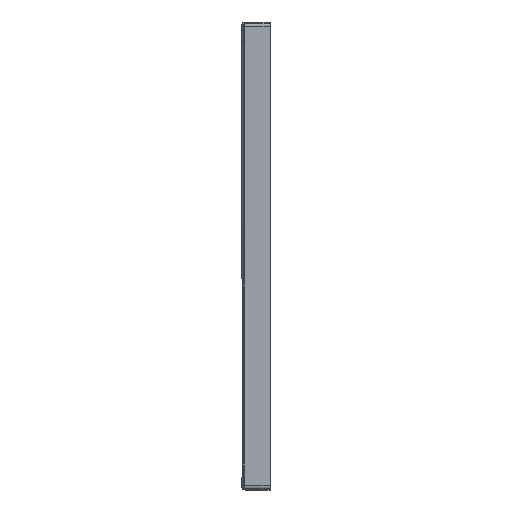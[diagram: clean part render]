
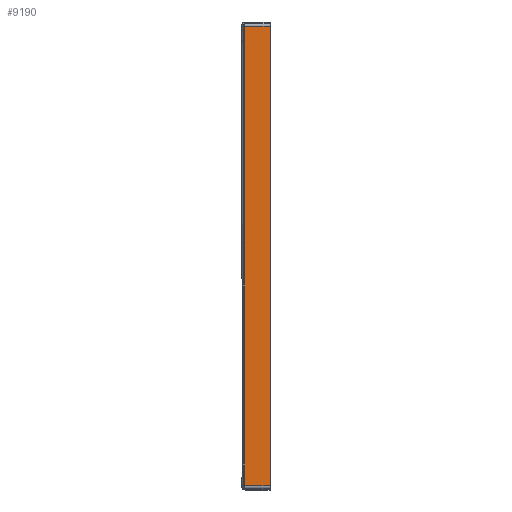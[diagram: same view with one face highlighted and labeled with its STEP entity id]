
A CAD part, left-side view. The second image highlights one B-rep face of the part: STEP entity #9190.
In plain terms, the highlighted planar face has unit normal (-1, 0, 0).
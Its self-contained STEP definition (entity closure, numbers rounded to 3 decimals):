
#1954=DIRECTION('',(0.,0.,-1.));
#1955=VECTOR('',#1954,5.008);
#1956=CARTESIAN_POINT('',(-700.,-5.127,45.));
#1957=LINE('',#1956,#1955);
#1970=CARTESIAN_POINT('',(-700.,-5.127,45.));
#1971=CARTESIAN_POINT('',(-700.,-5.127,
48.693));
#1972=CARTESIAN_POINT('',(-700.,-5.127,56.443));
#1973=CARTESIAN_POINT('',(-700.,-5.127,69.432));
#1974=CARTESIAN_POINT('',(-700.,-5.126,82.975));
#1975=CARTESIAN_POINT('',(-700.,-5.125,97.26));
#1976=CARTESIAN_POINT('',(-700.,-5.123,112.883));
#1977=CARTESIAN_POINT('',(-700.,-5.122,127.99));
#1978=CARTESIAN_POINT('',(-700.,-5.12,142.884));
#1979=CARTESIAN_POINT('',(-700.,-5.117,157.412));
#1980=CARTESIAN_POINT('',(-700.,-5.115,171.625));
#1981=CARTESIAN_POINT('',(-700.,-5.113,185.124));
#1982=CARTESIAN_POINT('',(-700.,-5.11,196.609));
#1983=CARTESIAN_POINT('',(-700.,-5.108,208.997));
#1984=CARTESIAN_POINT('',(-700.,-5.105,221.259));
#1985=CARTESIAN_POINT('',(-700.,-5.102,235.026));
#1986=CARTESIAN_POINT('',(-700.,-5.099,247.996));
#1987=CARTESIAN_POINT('',(-700.,-5.096,262.182));
#1988=CARTESIAN_POINT('',(-700.,-5.093,275.261));
#1989=CARTESIAN_POINT('',(-700.,-5.09,289.391));
#1990=CARTESIAN_POINT('',(-700.,-5.086,303.422));
#1991=CARTESIAN_POINT('',(-700.,-5.082,318.307));
#1992=CARTESIAN_POINT('',(-700.,-5.079,332.912));
#1993=CARTESIAN_POINT('',(-700.,-5.075,347.772));
#1994=CARTESIAN_POINT('',(-700.,-5.071,362.378));
#1995=CARTESIAN_POINT('',(-700.,-5.068,376.751));
#1996=CARTESIAN_POINT('',(-700.,-5.064,391.726));
#1997=CARTESIAN_POINT('',(-700.,-5.06,406.388));
#1998=CARTESIAN_POINT('',(-700.,-5.057,
417.043));
#1999=CARTESIAN_POINT('',(-700.,-5.056,422.499));
#2001=CARTESIAN_POINT('',(-700.,-5.056,422.499));
#2002=CARTESIAN_POINT('',(-700.,-5.052,439.267));
#2003=CARTESIAN_POINT('',(-700.,-5.044,471.247));
#2004=CARTESIAN_POINT('',(-700.,-5.034,517.379));
#2005=CARTESIAN_POINT('',(-700.,-5.025,560.275));
#2006=CARTESIAN_POINT('',(-700.,-5.018,601.056));
#2007=CARTESIAN_POINT('',(-700.,-5.012,640.119));
#2008=CARTESIAN_POINT('',(-700.,-5.007,676.966));
#2009=CARTESIAN_POINT('',(-700.,-5.004,710.708));
#2010=CARTESIAN_POINT('',(-700.,-5.002,740.762));
#2011=CARTESIAN_POINT('',(-700.,-5.001,767.752));
#2012=CARTESIAN_POINT('',(-700.,-5.,784.749));
#2013=CARTESIAN_POINT('',(-700.,-5.,793.));
#2015=DIRECTION('',(0.,0.,-1.));
#2016=VECTOR('',#2015,786.);
#2017=CARTESIAN_POINT('',(-700.,-48.,793.));
#2018=LINE('',#2017,#2016);
#2019=DIRECTION('',(0.,1.,0.));
#2020=VECTOR('',#2019,42.978);
#2021=CARTESIAN_POINT('',(-700.,-48.,7.));
#2022=LINE('',#2021,#2020);
#2023=DIRECTION('',(0.,-0.003,1.));
#2024=VECTOR('',#2023,32.992);
#2025=CARTESIAN_POINT('',(-700.,-5.022,
7.));
#2026=LINE('',#2025,#2024);
#2986=DIRECTION('',(0.,1.,0.));
#2987=VECTOR('',#2986,43.);
#2988=CARTESIAN_POINT('',(-700.,-48.,793.));
#2989=LINE('',#2988,#2987);
#6076=CARTESIAN_POINT('',(-700.,-5.127,45.));
#6077=VERTEX_POINT('',#6076);
#6078=CARTESIAN_POINT('',(-700.,-5.127,
39.992));
#6079=VERTEX_POINT('',#6078);
#6080=VERTEX_POINT('',#1999);
#6082=VERTEX_POINT('',#2013);
#6083=CARTESIAN_POINT('',(-700.,-48.,793.));
#6084=VERTEX_POINT('',#6083);
#6085=CARTESIAN_POINT('',(-700.,-48.,7.));
#6086=VERTEX_POINT('',#6085);
#6087=CARTESIAN_POINT('',(-700.,-5.022,
7.));
#6088=VERTEX_POINT('',#6087);
#9171=CARTESIAN_POINT('',(-700.,0.,0.));
#9172=DIRECTION('',(-1.,0.,0.));
#9173=DIRECTION('',(0.,0.,1.));
#9174=AXIS2_PLACEMENT_3D('',#9171,#9172,#9173);
#9175=PLANE('',#9174);
#9176=ORIENTED_EDGE('',*,*,#9097,.F.);
#9177=ORIENTED_EDGE('',*,*,#9161,.T.);
#9179=ORIENTED_EDGE('',*,*,#9178,.T.);
#9181=ORIENTED_EDGE('',*,*,#9180,.F.);
#9183=ORIENTED_EDGE('',*,*,#9182,.T.);
#9185=ORIENTED_EDGE('',*,*,#9184,.T.);
#9187=ORIENTED_EDGE('',*,*,#9186,.T.);
#9188=EDGE_LOOP('',(#9176,#9177,#9179,#9181,#9183,#9185,#9187));
#9189=FACE_OUTER_BOUND('',#9188,.F.);
#9190=ADVANCED_FACE('',(#9189),#9175,.T.);
#2000=B_SPLINE_CURVE_WITH_KNOTS('',3,(#1970,#1971,#1972,#1973,#1974,#1975,#1976,
#1977,#1978,#1979,#1980,#1981,#1982,#1983,#1984,#1985,#1986,#1987,#1988,#1989,
#1990,#1991,#1992,#1993,#1994,#1995,#1996,#1997,#1998,#1999),.UNSPECIFIED.,.F.,
.F.,(4,1,1,1,1,1,1,1,1,1,1,1,1,1,1,1,1,1,1,1,1,1,1,1,1,1,1,4),(0.,
0.037,0.074,0.111,0.148,
0.185,0.222,0.259,0.296,
0.333,0.37,0.407,0.444,
0.481,0.519,0.556,0.593,
0.63,0.667,0.704,0.741,
0.778,0.815,0.852,0.889,
0.926,0.963,1.),.UNSPECIFIED.);
#2014=B_SPLINE_CURVE_WITH_KNOTS('',3,(#2001,#2002,#2003,#2004,#2005,#2006,#2007,
#2008,#2009,#2010,#2011,#2012,#2013),.UNSPECIFIED.,.F.,.F.,(4,1,1,1,1,1,1,1,1,1,
4),(0.,0.136,0.259,0.374,
0.483,0.589,0.69,0.781,
0.862,0.933,1.),.UNSPECIFIED.);
#9097=EDGE_CURVE('',#6077,#6079,#1957,.T.);
#9161=EDGE_CURVE('',#6077,#6080,#2000,.T.);
#9178=EDGE_CURVE('',#6080,#6082,#2014,.T.);
#9180=EDGE_CURVE('',#6084,#6082,#2989,.T.);
#9182=EDGE_CURVE('',#6084,#6086,#2018,.T.);
#9184=EDGE_CURVE('',#6086,#6088,#2022,.T.);
#9186=EDGE_CURVE('',#6088,#6079,#2026,.T.);
